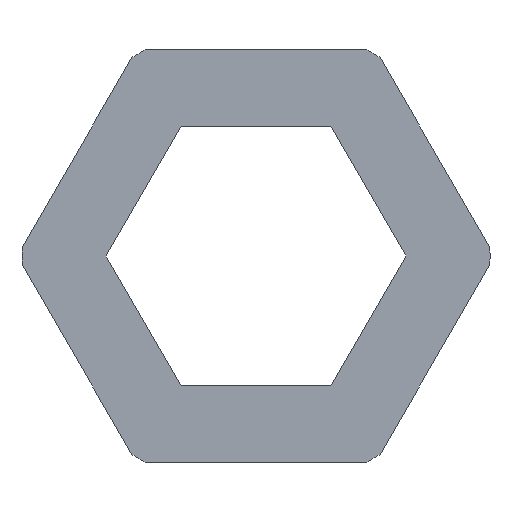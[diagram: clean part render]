
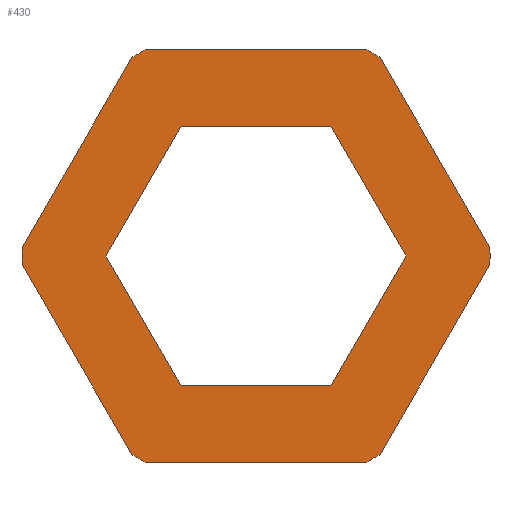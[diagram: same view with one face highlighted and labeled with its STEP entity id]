
A CAD part, front view. The second image highlights one B-rep face of the part: STEP entity #430.
In plain terms, the highlighted planar face has unit normal (0, -1, 0).
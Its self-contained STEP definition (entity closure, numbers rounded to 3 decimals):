
#3 = VERTEX_POINT ( 'NONE', #194 ) ;
#6 = CARTESIAN_POINT ( 'NONE',  ( 2.338, 0., 4.05 ) ) ;
#12 = CARTESIAN_POINT ( 'NONE',  ( 2.923, 0., 3.037 ) ) ;
#15 = LINE ( 'NONE', #12, #262 ) ;
#23 = DIRECTION ( 'NONE',  ( -1., 0., 0. ) ) ;
#26 = DIRECTION ( 'NONE',  ( 1., 0., 0. ) ) ;
#32 = CARTESIAN_POINT ( 'NONE',  ( 6.441, 0., -1.745 ) ) ;
#37 = EDGE_CURVE ( 'NONE', #407, #606, #623, .T. ) ;
#47 = VERTEX_POINT ( 'NONE', #190 ) ;
#51 = VERTEX_POINT ( 'NONE', #577 ) ;
#57 = CARTESIAN_POINT ( 'NONE',  ( 0., 0., 0. ) ) ;
#58 = EDGE_CURVE ( 'NONE', #47, #233, #317, .T. ) ;
#76 = EDGE_CURVE ( 'NONE', #437, #493, #685, .T. ) ;
#79 = VECTOR ( 'NONE', #520, 1000. ) ;
#95 = CARTESIAN_POINT ( 'NONE',  ( -3.877, 0., -6.186 ) ) ;
#104 = EDGE_CURVE ( 'NONE', #354, #297, #322, .T. ) ;
#107 = VECTOR ( 'NONE', #482, 1000. ) ;
#108 = EDGE_CURVE ( 'NONE', #485, #120, #374, .T. ) ;
#120 = VERTEX_POINT ( 'NONE', #699 ) ;
#128 = DIRECTION ( 'NONE',  ( 0., 1., 0. ) ) ;
#131 = CARTESIAN_POINT ( 'NONE',  ( 4.731, 0., 4.705 ) ) ;
#132 = CIRCLE ( 'NONE', #713, 7.3 ) ;
#135 = CARTESIAN_POINT ( 'NONE',  ( 0., 0., 0. ) ) ;
#136 = EDGE_CURVE ( 'NONE', #297, #485, #173, .T. ) ;
#145 = LINE ( 'NONE', #586, #107 ) ;
#152 = LINE ( 'NONE', #419, #681 ) ;
#155 = CARTESIAN_POINT ( 'NONE',  ( 4.677, 0., 0. ) ) ;
#158 = VECTOR ( 'NONE', #370, 1000. ) ;
#159 = VERTEX_POINT ( 'NONE', #226 ) ;
#160 = DIRECTION ( 'NONE',  ( -0.531, 0., 0.847 ) ) ;
#167 = DIRECTION ( 'NONE',  ( -0.531, 0., 0.847 ) ) ;
#173 = LINE ( 'NONE', #234, #344 ) ;
#177 = LINE ( 'NONE', #617, #692 ) ;
#180 = EDGE_CURVE ( 'NONE', #602, #51, #177, .T. ) ;
#183 = VECTOR ( 'NONE', #26, 1000. ) ;
#187 = AXIS2_PLACEMENT_3D ( 'NONE', #334, #715, #345 ) ;
#189 = CARTESIAN_POINT ( 'NONE',  ( 4.092, 0., -1.012 ) ) ;
#190 = CARTESIAN_POINT ( 'NONE',  ( 2.338, 0., -4.05 ) ) ;
#194 = CARTESIAN_POINT ( 'NONE',  ( 3.877, 0., -6.186 ) ) ;
#209 = FACE_BOUND ( 'NONE', #457, .T. ) ;
#220 = DIRECTION ( 'NONE',  ( 0., 1., 0. ) ) ;
#226 = CARTESIAN_POINT ( 'NONE',  ( -4.677, 0., 0. ) ) ;
#232 = EDGE_CURVE ( 'NONE', #493, #562, #15, .T. ) ;
#233 = VERTEX_POINT ( 'NONE', #343 ) ;
#234 = CARTESIAN_POINT ( 'NONE',  ( -6.441, 0., 1.745 ) ) ;
#236 = VERTEX_POINT ( 'NONE', #454 ) ;
#248 = DIRECTION ( 'NONE',  ( 0., 1., 0. ) ) ;
#262 = VECTOR ( 'NONE', #286, 1000. ) ;
#264 = DIRECTION ( 'NONE',  ( -0.5, 0., -0.866 ) ) ;
#272 = ORIENTED_EDGE ( 'NONE', *, *, #301, .T. ) ;
#277 = EDGE_CURVE ( 'NONE', #233, #159, #145, .T. ) ;
#283 = AXIS2_PLACEMENT_3D ( 'NONE', #517, #248, #627 ) ;
#286 = DIRECTION ( 'NONE',  ( 0.5, 0., -0.866 ) ) ;
#287 = CIRCLE ( 'NONE', #187, 7.3 ) ;
#297 = VERTEX_POINT ( 'NONE', #580 ) ;
#301 = EDGE_CURVE ( 'NONE', #3, #332, #589, .T. ) ;
#304 = EDGE_CURVE ( 'NONE', #120, #236, #687, .T. ) ;
#313 = DIRECTION ( 'NONE',  ( 0., 0., -1. ) ) ;
#316 = CARTESIAN_POINT ( 'NONE',  ( -7.295, 0., -0.264 ) ) ;
#317 = LINE ( 'NONE', #368, #541 ) ;
#322 = CIRCLE ( 'NONE', #283, 7.3 ) ;
#325 = LINE ( 'NONE', #189, #438 ) ;
#331 = CARTESIAN_POINT ( 'NONE',  ( -4.092, 0., 1.012 ) ) ;
#332 = VERTEX_POINT ( 'NONE', #704 ) ;
#333 = EDGE_CURVE ( 'NONE', #562, #47, #325, .T. ) ;
#334 = CARTESIAN_POINT ( 'NONE',  ( 0., 0., 0. ) ) ;
#335 = VERTEX_POINT ( 'NONE', #95 ) ;
#343 = CARTESIAN_POINT ( 'NONE',  ( -2.338, 0., -4.05 ) ) ;
#344 = VECTOR ( 'NONE', #397, 1000. ) ;
#345 = DIRECTION ( 'NONE',  ( -0.531, 0., 0.847 ) ) ;
#353 = VECTOR ( 'NONE', #484, 1000. ) ;
#354 = VERTEX_POINT ( 'NONE', #316 ) ;
#364 = DIRECTION ( 'NONE',  ( 0., -1., 0. ) ) ;
#368 = CARTESIAN_POINT ( 'NONE',  ( 1.169, 0., -4.05 ) ) ;
#370 = DIRECTION ( 'NONE',  ( 0.5, 0., 0.866 ) ) ;
#371 = DIRECTION ( 'NONE',  ( 0., 1., 0. ) ) ;
#374 = CIRCLE ( 'NONE', #464, 7.3 ) ;
#383 = ORIENTED_EDGE ( 'NONE', *, *, #333, .T. ) ;
#391 = LINE ( 'NONE', #331, #654 ) ;
#392 = EDGE_CURVE ( 'NONE', #354, #335, #152, .T. ) ;
#397 = DIRECTION ( 'NONE',  ( 0.5, 0., 0.866 ) ) ;
#403 = ORIENTED_EDGE ( 'NONE', *, *, #392, .T. ) ;
#407 = VERTEX_POINT ( 'NONE', #698 ) ;
#411 = CARTESIAN_POINT ( 'NONE',  ( 3.877, 0., 6.186 ) ) ;
#416 = CARTESIAN_POINT ( 'NONE',  ( -1.169, 0., 4.05 ) ) ;
#419 = CARTESIAN_POINT ( 'NONE',  ( -4.731, 0., -4.705 ) ) ;
#430 = ADVANCED_FACE ( 'NONE', ( #209, #432 ), #645, .T. ) ;
#432 = FACE_OUTER_BOUND ( 'NONE', #483, .T. ) ;
#437 = VERTEX_POINT ( 'NONE', #523 ) ;
#438 = VECTOR ( 'NONE', #264, 1000. ) ;
#452 = EDGE_CURVE ( 'NONE', #159, #437, #391, .T. ) ;
#454 = CARTESIAN_POINT ( 'NONE',  ( 3.419, 0., 6.45 ) ) ;
#457 = EDGE_LOOP ( 'NONE', ( #613, #475, #383, #557, #596, #547 ) ) ;
#460 = ORIENTED_EDGE ( 'NONE', *, *, #136, .F. ) ;
#464 = AXIS2_PLACEMENT_3D ( 'NONE', #135, #371, #531 ) ;
#475 = ORIENTED_EDGE ( 'NONE', *, *, #232, .T. ) ;
#482 = DIRECTION ( 'NONE',  ( -0.5, 0., 0.866 ) ) ;
#483 = EDGE_LOOP ( 'NONE', ( #403, #620, #706, #584, #272, #710, #616, #514, #646, #630, #460, #670 ) ) ;
#484 = DIRECTION ( 'NONE',  ( 1., 0., 0. ) ) ;
#485 = VERTEX_POINT ( 'NONE', #652 ) ;
#486 = DIRECTION ( 'NONE',  ( 0.5, 0., 0.866 ) ) ;
#490 = EDGE_CURVE ( 'NONE', #602, #335, #287, .T. ) ;
#493 = VERTEX_POINT ( 'NONE', #6 ) ;
#501 = DIRECTION ( 'NONE',  ( -0.531, 0., 0.847 ) ) ;
#514 = ORIENTED_EDGE ( 'NONE', *, *, #549, .F. ) ;
#517 = CARTESIAN_POINT ( 'NONE',  ( 0., 0., 0. ) ) ;
#520 = DIRECTION ( 'NONE',  ( -0.5, 0., 0.866 ) ) ;
#523 = CARTESIAN_POINT ( 'NONE',  ( -2.338, 0., 4.05 ) ) ;
#531 = DIRECTION ( 'NONE',  ( -0.531, 0., 0.847 ) ) ;
#538 = CARTESIAN_POINT ( 'NONE',  ( -1.709, 0., 6.45 ) ) ;
#541 = VECTOR ( 'NONE', #23, 1000. ) ;
#547 = ORIENTED_EDGE ( 'NONE', *, *, #452, .T. ) ;
#549 = EDGE_CURVE ( 'NONE', #236, #606, #590, .T. ) ;
#557 = ORIENTED_EDGE ( 'NONE', *, *, #58, .T. ) ;
#558 = EDGE_CURVE ( 'NONE', #407, #332, #682, .T. ) ;
#560 = AXIS2_PLACEMENT_3D ( 'NONE', #708, #220, #160 ) ;
#562 = VERTEX_POINT ( 'NONE', #155 ) ;
#566 = DIRECTION ( 'NONE',  ( 1., 0., 0. ) ) ;
#576 = CARTESIAN_POINT ( 'NONE',  ( 0., 0., 0. ) ) ;
#577 = CARTESIAN_POINT ( 'NONE',  ( 3.419, 0., -6.45 ) ) ;
#580 = CARTESIAN_POINT ( 'NONE',  ( -7.295, 0., 0.264 ) ) ;
#584 = ORIENTED_EDGE ( 'NONE', *, *, #711, .F. ) ;
#586 = CARTESIAN_POINT ( 'NONE',  ( -2.923, 0., -3.037 ) ) ;
#589 = LINE ( 'NONE', #32, #158 ) ;
#590 = CIRCLE ( 'NONE', #661, 7.3 ) ;
#596 = ORIENTED_EDGE ( 'NONE', *, *, #277, .T. ) ;
#602 = VERTEX_POINT ( 'NONE', #673 ) ;
#606 = VERTEX_POINT ( 'NONE', #411 ) ;
#613 = ORIENTED_EDGE ( 'NONE', *, *, #76, .T. ) ;
#616 = ORIENTED_EDGE ( 'NONE', *, *, #37, .T. ) ;
#617 = CARTESIAN_POINT ( 'NONE',  ( 1.709, 0., -6.45 ) ) ;
#620 = ORIENTED_EDGE ( 'NONE', *, *, #490, .F. ) ;
#622 = CARTESIAN_POINT ( 'NONE',  ( 0., 0., 0. ) ) ;
#623 = LINE ( 'NONE', #131, #79 ) ;
#627 = DIRECTION ( 'NONE',  ( -0.531, 0., 0.847 ) ) ;
#630 = ORIENTED_EDGE ( 'NONE', *, *, #108, .F. ) ;
#645 = PLANE ( 'NONE',  #658 ) ;
#646 = ORIENTED_EDGE ( 'NONE', *, *, #304, .F. ) ;
#648 = DIRECTION ( 'NONE',  ( 0., 1., 0. ) ) ;
#652 = CARTESIAN_POINT ( 'NONE',  ( -3.877, 0., 6.186 ) ) ;
#654 = VECTOR ( 'NONE', #486, 1000. ) ;
#658 = AXIS2_PLACEMENT_3D ( 'NONE', #576, #364, #313 ) ;
#661 = AXIS2_PLACEMENT_3D ( 'NONE', #57, #648, #167 ) ;
#670 = ORIENTED_EDGE ( 'NONE', *, *, #104, .F. ) ;
#673 = CARTESIAN_POINT ( 'NONE',  ( -3.419, 0., -6.45 ) ) ;
#681 = VECTOR ( 'NONE', #691, 1000. ) ;
#682 = CIRCLE ( 'NONE', #560, 7.3 ) ;
#685 = LINE ( 'NONE', #416, #183 ) ;
#687 = LINE ( 'NONE', #538, #353 ) ;
#691 = DIRECTION ( 'NONE',  ( 0.5, 0., -0.866 ) ) ;
#692 = VECTOR ( 'NONE', #566, 1000. ) ;
#698 = CARTESIAN_POINT ( 'NONE',  ( 7.295, 0., 0.264 ) ) ;
#699 = CARTESIAN_POINT ( 'NONE',  ( -3.419, 0., 6.45 ) ) ;
#704 = CARTESIAN_POINT ( 'NONE',  ( 7.295, 0., -0.264 ) ) ;
#706 = ORIENTED_EDGE ( 'NONE', *, *, #180, .T. ) ;
#708 = CARTESIAN_POINT ( 'NONE',  ( 0., 0., 0. ) ) ;
#710 = ORIENTED_EDGE ( 'NONE', *, *, #558, .F. ) ;
#711 = EDGE_CURVE ( 'NONE', #3, #51, #132, .T. ) ;
#713 = AXIS2_PLACEMENT_3D ( 'NONE', #622, #128, #501 ) ;
#715 = DIRECTION ( 'NONE',  ( 0., 1., 0. ) ) ;
